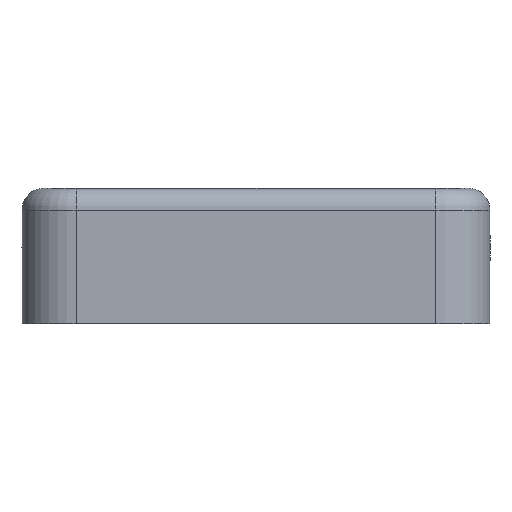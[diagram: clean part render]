
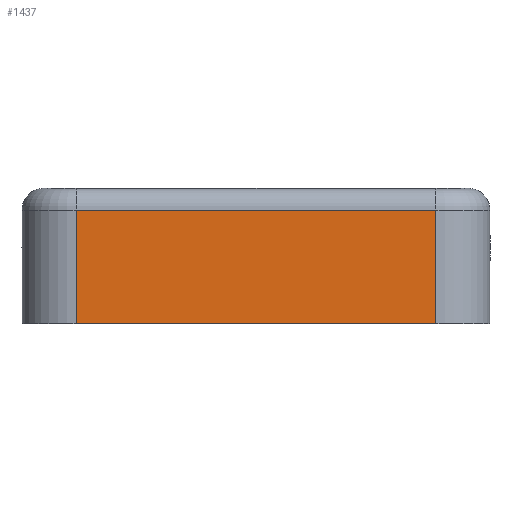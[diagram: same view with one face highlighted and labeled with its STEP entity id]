
A CAD part, left-side view. The second image highlights one B-rep face of the part: STEP entity #1437.
In plain terms, the highlighted face is planar.
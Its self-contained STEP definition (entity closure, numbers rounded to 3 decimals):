
#56=PLANE('',#1619);
#469=ORIENTED_EDGE('',*,*,#765,.T.);
#470=ORIENTED_EDGE('',*,*,#737,.F.);
#471=ORIENTED_EDGE('',*,*,#766,.F.);
#472=ORIENTED_EDGE('',*,*,#767,.T.);
#737=EDGE_CURVE('',#825,#896,#1001,.T.);
#765=EDGE_CURVE('',#904,#896,#1017,.T.);
#766=EDGE_CURVE('',#905,#825,#1018,.T.);
#767=EDGE_CURVE('',#905,#904,#1019,.T.);
#825=VERTEX_POINT('',#2218);
#896=VERTEX_POINT('',#2440);
#904=VERTEX_POINT('',#2499);
#905=VERTEX_POINT('',#2501);
#1001=LINE('',#2443,#1117);
#1017=LINE('',#2498,#1133);
#1018=LINE('',#2500,#1134);
#1019=LINE('',#2502,#1135);
#1117=VECTOR('',#1971,1000.);
#1133=VECTOR('',#2053,1000.);
#1134=VECTOR('',#2054,1000.);
#1135=VECTOR('',#2055,1000.);
#1213=EDGE_LOOP('',(#469,#470,#471,#472));
#1309=FACE_BOUND('',#1213,.T.);
#1437=ADVANCED_FACE('',(#1309),#56,.T.);
#1619=AXIS2_PLACEMENT_3D('',#2497,#2051,#2052);
#1971=DIRECTION('',(0.,-1.,0.));
#2051=DIRECTION('',(0.,0.,-1.));
#2052=DIRECTION('',(0.,-1.,0.));
#2053=DIRECTION('',(-1.,0.,0.));
#2054=DIRECTION('',(-1.,0.,0.));
#2055=DIRECTION('',(0.,-1.,0.));
#2218=CARTESIAN_POINT('',(-6.65,-0.8,-11.15));
#2440=CARTESIAN_POINT('',(-6.65,-5.,-11.15));
#2443=CARTESIAN_POINT('',(-6.65,0.,-11.15));
#2497=CARTESIAN_POINT('',(6.65,0.,-11.15));
#2498=CARTESIAN_POINT('',(6.65,-5.,-11.15));
#2499=CARTESIAN_POINT('',(6.65,-5.,-11.15));
#2500=CARTESIAN_POINT('',(6.65,-0.8,-11.15));
#2501=CARTESIAN_POINT('',(6.65,-0.8,-11.15));
#2502=CARTESIAN_POINT('',(6.65,0.,-11.15));
